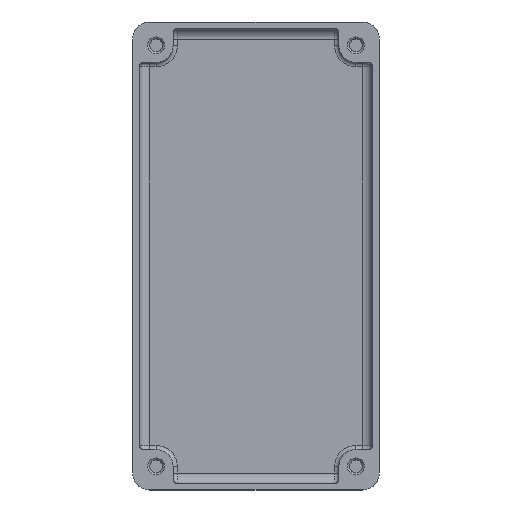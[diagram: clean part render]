
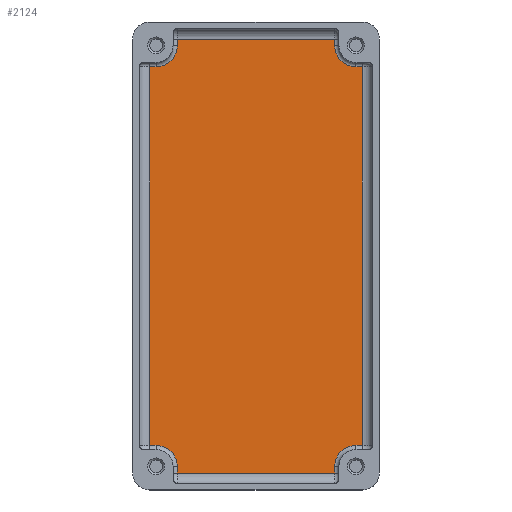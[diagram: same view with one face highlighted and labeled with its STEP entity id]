
A CAD part, top view. The second image highlights one B-rep face of the part: STEP entity #2124.
In plain terms, the highlighted planar face has unit normal (0, 0, 1).
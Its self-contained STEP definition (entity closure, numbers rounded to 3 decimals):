
#1330 = VERTEX_POINT('',#1331);
#1331 = CARTESIAN_POINT('',(-25.,44.5,0.));
#1338 = EDGE_CURVE('',#1330,#1339,#1341,.T.);
#1339 = VERTEX_POINT('',#1340);
#1340 = CARTESIAN_POINT('',(-25.,-44.5,0.));
#1341 = LINE('',#1342,#1343);
#1342 = CARTESIAN_POINT('',(-25.,53.5,0.));
#1343 = VECTOR('',#1344,1.);
#1344 = DIRECTION('',(0.,-1.,0.));
#1398 = EDGE_CURVE('',#1330,#1399,#1401,.T.);
#1399 = VERTEX_POINT('',#1400);
#1400 = CARTESIAN_POINT('',(-23.5,44.5,0.));
#1401 = LINE('',#1402,#1403);
#1402 = CARTESIAN_POINT('',(-25.,44.5,0.));
#1403 = VECTOR('',#1404,1.);
#1404 = DIRECTION('',(1.,0.,0.));
#1423 = VERTEX_POINT('',#1424);
#1424 = CARTESIAN_POINT('',(-23.5,-44.5,0.));
#1433 = EDGE_CURVE('',#1423,#1339,#1434,.T.);
#1434 = LINE('',#1435,#1436);
#1435 = CARTESIAN_POINT('',(-23.5,-44.5,0.));
#1436 = VECTOR('',#1437,1.);
#1437 = DIRECTION('',(-1.,0.,0.));
#1450 = VERTEX_POINT('',#1451);
#1451 = CARTESIAN_POINT('',(-18.5,49.5,0.));
#1458 = EDGE_CURVE('',#1399,#1450,#1459,.T.);
#1459 = CIRCLE('',#1460,5.);
#1460 = AXIS2_PLACEMENT_3D('',#1461,#1462,#1463);
#1461 = CARTESIAN_POINT('',(-23.5,49.5,0.));
#1462 = DIRECTION('',(-0.,0.,1.));
#1463 = DIRECTION('',(0.,-1.,0.));
#1474 = VERTEX_POINT('',#1475);
#1475 = CARTESIAN_POINT('',(-18.5,-49.5,0.));
#1482 = EDGE_CURVE('',#1474,#1423,#1483,.T.);
#1483 = CIRCLE('',#1484,5.);
#1484 = AXIS2_PLACEMENT_3D('',#1485,#1486,#1487);
#1485 = CARTESIAN_POINT('',(-23.5,-49.5,0.));
#1486 = DIRECTION('',(0.,0.,1.));
#1487 = DIRECTION('',(1.,0.,0.));
#1500 = EDGE_CURVE('',#1450,#1501,#1503,.T.);
#1501 = VERTEX_POINT('',#1502);
#1502 = CARTESIAN_POINT('',(-18.5,51.,0.));
#1503 = LINE('',#1504,#1505);
#1504 = CARTESIAN_POINT('',(-18.5,49.5,0.));
#1505 = VECTOR('',#1506,1.);
#1506 = DIRECTION('',(0.,1.,0.));
#1544 = VERTEX_POINT('',#1545);
#1545 = CARTESIAN_POINT('',(-18.5,-51.,0.));
#1571 = EDGE_CURVE('',#1544,#1474,#1572,.T.);
#1572 = LINE('',#1573,#1574);
#1573 = CARTESIAN_POINT('',(-18.5,-51.,0.));
#1574 = VECTOR('',#1575,1.);
#1575 = DIRECTION('',(0.,1.,0.));
#1587 = VERTEX_POINT('',#1588);
#1588 = CARTESIAN_POINT('',(18.5,51.,0.));
#1595 = EDGE_CURVE('',#1587,#1501,#1596,.T.);
#1596 = LINE('',#1597,#1598);
#1597 = CARTESIAN_POINT('',(27.5,51.,0.));
#1598 = VECTOR('',#1599,1.);
#1599 = DIRECTION('',(-1.,0.,0.));
#1612 = EDGE_CURVE('',#1544,#1613,#1615,.T.);
#1613 = VERTEX_POINT('',#1614);
#1614 = CARTESIAN_POINT('',(18.5,-51.,0.));
#1615 = LINE('',#1616,#1617);
#1616 = CARTESIAN_POINT('',(-27.5,-51.,0.));
#1617 = VECTOR('',#1618,1.);
#1618 = DIRECTION('',(1.,0.,0.));
#1674 = VERTEX_POINT('',#1675);
#1675 = CARTESIAN_POINT('',(18.5,49.5,0.));
#1682 = EDGE_CURVE('',#1587,#1674,#1683,.T.);
#1683 = LINE('',#1684,#1685);
#1684 = CARTESIAN_POINT('',(18.5,51.,0.));
#1685 = VECTOR('',#1686,1.);
#1686 = DIRECTION('',(0.,-1.,0.));
#1697 = VERTEX_POINT('',#1698);
#1698 = CARTESIAN_POINT('',(18.5,-49.5,0.));
#1707 = EDGE_CURVE('',#1697,#1613,#1708,.T.);
#1708 = LINE('',#1709,#1710);
#1709 = CARTESIAN_POINT('',(18.5,-49.5,0.));
#1710 = VECTOR('',#1711,1.);
#1711 = DIRECTION('',(-0.,-1.,-0.));
#1722 = EDGE_CURVE('',#1674,#1723,#1725,.T.);
#1723 = VERTEX_POINT('',#1724);
#1724 = CARTESIAN_POINT('',(23.5,44.5,0.));
#1725 = CIRCLE('',#1726,5.);
#1726 = AXIS2_PLACEMENT_3D('',#1727,#1728,#1729);
#1727 = CARTESIAN_POINT('',(23.5,49.5,0.));
#1728 = DIRECTION('',(0.,0.,1.));
#1729 = DIRECTION('',(-1.,0.,0.));
#1748 = VERTEX_POINT('',#1749);
#1749 = CARTESIAN_POINT('',(23.5,-44.5,0.));
#1756 = EDGE_CURVE('',#1748,#1697,#1757,.T.);
#1757 = CIRCLE('',#1758,5.);
#1758 = AXIS2_PLACEMENT_3D('',#1759,#1760,#1761);
#1759 = CARTESIAN_POINT('',(23.5,-49.5,0.));
#1760 = DIRECTION('',(0.,-0.,1.));
#1761 = DIRECTION('',(0.,1.,0.));
#1776 = VERTEX_POINT('',#1777);
#1777 = CARTESIAN_POINT('',(25.,44.5,0.));
#1784 = EDGE_CURVE('',#1723,#1776,#1785,.T.);
#1785 = LINE('',#1786,#1787);
#1786 = CARTESIAN_POINT('',(23.5,44.5,0.));
#1787 = VECTOR('',#1788,1.);
#1788 = DIRECTION('',(1.,0.,0.));
#1818 = VERTEX_POINT('',#1819);
#1819 = CARTESIAN_POINT('',(25.,-44.5,0.));
#1845 = EDGE_CURVE('',#1818,#1748,#1846,.T.);
#1846 = LINE('',#1847,#1848);
#1847 = CARTESIAN_POINT('',(25.,-44.5,0.));
#1848 = VECTOR('',#1849,1.);
#1849 = DIRECTION('',(-1.,-0.,-0.));
#1861 = EDGE_CURVE('',#1818,#1776,#1862,.T.);
#1862 = LINE('',#1863,#1864);
#1863 = CARTESIAN_POINT('',(25.,-53.5,0.));
#1864 = VECTOR('',#1865,1.);
#1865 = DIRECTION('',(0.,1.,0.));
#2124 = ADVANCED_FACE('',(#2125),#2143,.T.);
#2125 = FACE_BOUND('',#2126,.T.);
#2126 = EDGE_LOOP('',(#2127,#2128,#2129,#2130,#2131,#2132,#2133,#2134,
    #2135,#2136,#2137,#2138,#2139,#2140,#2141,#2142));
#2127 = ORIENTED_EDGE('',*,*,#1338,.T.);
#2128 = ORIENTED_EDGE('',*,*,#1433,.F.);
#2129 = ORIENTED_EDGE('',*,*,#1482,.F.);
#2130 = ORIENTED_EDGE('',*,*,#1571,.F.);
#2131 = ORIENTED_EDGE('',*,*,#1612,.T.);
#2132 = ORIENTED_EDGE('',*,*,#1707,.F.);
#2133 = ORIENTED_EDGE('',*,*,#1756,.F.);
#2134 = ORIENTED_EDGE('',*,*,#1845,.F.);
#2135 = ORIENTED_EDGE('',*,*,#1861,.T.);
#2136 = ORIENTED_EDGE('',*,*,#1784,.F.);
#2137 = ORIENTED_EDGE('',*,*,#1722,.F.);
#2138 = ORIENTED_EDGE('',*,*,#1682,.F.);
#2139 = ORIENTED_EDGE('',*,*,#1595,.T.);
#2140 = ORIENTED_EDGE('',*,*,#1500,.F.);
#2141 = ORIENTED_EDGE('',*,*,#1458,.F.);
#2142 = ORIENTED_EDGE('',*,*,#1398,.F.);
#2143 = PLANE('',#2144);
#2144 = AXIS2_PLACEMENT_3D('',#2145,#2146,#2147);
#2145 = CARTESIAN_POINT('',(0.,0.,0.));
#2146 = DIRECTION('',(0.,0.,1.));
#2147 = DIRECTION('',(1.,0.,0.));
